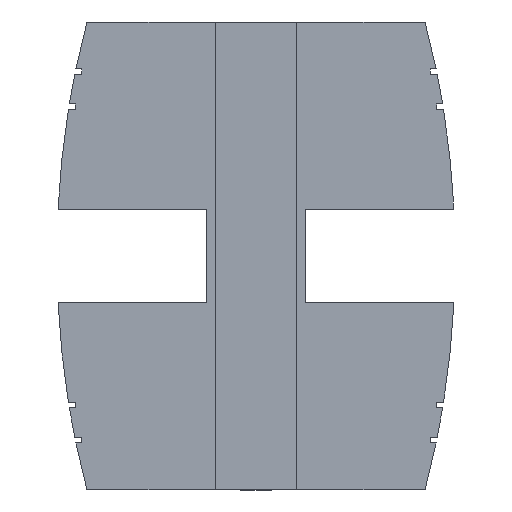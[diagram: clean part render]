
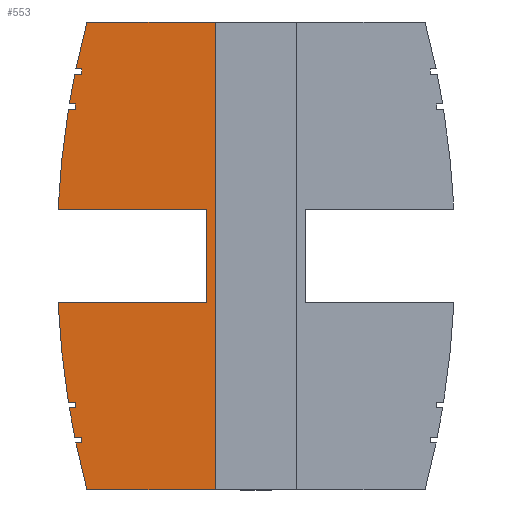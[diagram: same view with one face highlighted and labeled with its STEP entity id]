
A CAD part, top view. The second image highlights one B-rep face of the part: STEP entity #553.
In plain terms, the highlighted planar face has unit normal (0, 0, 1).
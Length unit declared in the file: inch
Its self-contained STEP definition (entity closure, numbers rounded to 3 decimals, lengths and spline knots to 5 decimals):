
#51=B_SPLINE_CURVE_WITH_KNOTS('',3,(#865,#866,#867,#868),.UNSPECIFIED.,
 .F.,.F.,(4,4),(19.82393,20.30472),.UNSPECIFIED.);
#52=B_SPLINE_CURVE_WITH_KNOTS('',3,(#876,#877,#878,#879,#880,#881),
 .UNSPECIFIED.,.F.,.F.,(4,2,4),(19.4686,19.64662,19.7645),
 .UNSPECIFIED.);
#53=B_SPLINE_CURVE_WITH_KNOTS('',3,(#889,#890,#891,#892,#893,#894),
 .UNSPECIFIED.,.F.,.F.,(4,2,4),(18.39718,18.77373,19.40958),
 .UNSPECIFIED.);
#54=B_SPLINE_CURVE_WITH_KNOTS('',3,(#902,#903,#904,#905,#906,#907),
 .UNSPECIFIED.,.F.,.F.,(4,2,4),(16.39209,17.02795,17.40449),
 .UNSPECIFIED.);
#55=B_SPLINE_CURVE_WITH_KNOTS('',3,(#915,#916,#917,#918,#919,#920),
 .UNSPECIFIED.,.F.,.F.,(4,2,4),(16.03717,16.15506,16.33307),
 .UNSPECIFIED.);
#56=B_SPLINE_CURVE_WITH_KNOTS('',3,(#928,#929,#930,#931),.UNSPECIFIED.,
 .F.,.F.,(4,4),(15.49695,15.97775),.UNSPECIFIED.);
#61=FACE_OUTER_BOUND('',#91,.T.);
#91=EDGE_LOOP('',(#397,#398,#399,#400,#401,#402,#403,#404,#405,#406,#407,
#408,#409,#410,#411,#412,#413,#414,#415,#416,#417,#418,#419,#420));
#120=LINE('',#776,#172);
#144=LINE('',#863,#196);
#145=LINE('',#870,#197);
#146=LINE('',#872,#198);
#147=LINE('',#874,#199);
#148=LINE('',#883,#200);
#149=LINE('',#885,#201);
#150=LINE('',#887,#202);
#151=LINE('',#896,#203);
#152=LINE('',#898,#204);
#153=LINE('',#900,#205);
#154=LINE('',#909,#206);
#155=LINE('',#911,#207);
#156=LINE('',#913,#208);
#157=LINE('',#922,#209);
#158=LINE('',#924,#210);
#159=LINE('',#926,#211);
#160=LINE('',#932,#212);
#172=VECTOR('',#632,2.);
#196=VECTOR('',#664,0.54784);
#197=VECTOR('',#665,0.02586);
#198=VECTOR('',#666,0.025);
#199=VECTOR('',#667,0.03095);
#200=VECTOR('',#668,0.0258);
#201=VECTOR('',#669,0.025);
#202=VECTOR('',#670,0.02989);
#203=VECTOR('',#671,0.63404);
#204=VECTOR('',#672,0.4);
#205=VECTOR('',#673,0.63404);
#206=VECTOR('',#674,0.02988);
#207=VECTOR('',#675,0.025);
#208=VECTOR('',#676,0.0258);
#209=VECTOR('',#677,0.03096);
#210=VECTOR('',#678,0.025);
#211=VECTOR('',#679,0.02586);
#212=VECTOR('',#680,0.54784);
#222=VERTEX_POINT('',#770);
#224=VERTEX_POINT('',#774);
#251=VERTEX_POINT('',#862);
#252=VERTEX_POINT('',#864);
#253=VERTEX_POINT('',#869);
#254=VERTEX_POINT('',#871);
#255=VERTEX_POINT('',#873);
#256=VERTEX_POINT('',#875);
#257=VERTEX_POINT('',#882);
#258=VERTEX_POINT('',#884);
#259=VERTEX_POINT('',#886);
#260=VERTEX_POINT('',#888);
#261=VERTEX_POINT('',#895);
#262=VERTEX_POINT('',#897);
#263=VERTEX_POINT('',#899);
#264=VERTEX_POINT('',#901);
#265=VERTEX_POINT('',#908);
#266=VERTEX_POINT('',#910);
#267=VERTEX_POINT('',#912);
#268=VERTEX_POINT('',#914);
#269=VERTEX_POINT('',#921);
#270=VERTEX_POINT('',#923);
#271=VERTEX_POINT('',#925);
#272=VERTEX_POINT('',#927);
#280=EDGE_CURVE('',#222,#224,#120,.T.);
#310=EDGE_CURVE('',#251,#224,#144,.T.);
#311=EDGE_CURVE('',#252,#251,#51,.T.);
#312=EDGE_CURVE('',#253,#252,#145,.T.);
#313=EDGE_CURVE('',#254,#253,#146,.T.);
#314=EDGE_CURVE('',#255,#254,#147,.T.);
#315=EDGE_CURVE('',#256,#255,#52,.T.);
#316=EDGE_CURVE('',#257,#256,#148,.T.);
#317=EDGE_CURVE('',#258,#257,#149,.T.);
#318=EDGE_CURVE('',#259,#258,#150,.T.);
#319=EDGE_CURVE('',#260,#259,#53,.T.);
#320=EDGE_CURVE('',#260,#261,#151,.T.);
#321=EDGE_CURVE('',#261,#262,#152,.T.);
#322=EDGE_CURVE('',#262,#263,#153,.T.);
#323=EDGE_CURVE('',#264,#263,#54,.T.);
#324=EDGE_CURVE('',#265,#264,#154,.T.);
#325=EDGE_CURVE('',#266,#265,#155,.T.);
#326=EDGE_CURVE('',#267,#266,#156,.T.);
#327=EDGE_CURVE('',#268,#267,#55,.T.);
#328=EDGE_CURVE('',#269,#268,#157,.T.);
#329=EDGE_CURVE('',#270,#269,#158,.T.);
#330=EDGE_CURVE('',#271,#270,#159,.T.);
#331=EDGE_CURVE('',#272,#271,#56,.T.);
#332=EDGE_CURVE('',#222,#272,#160,.T.);
#397=ORIENTED_EDGE('',*,*,#280,.T.);
#398=ORIENTED_EDGE('',*,*,#310,.F.);
#399=ORIENTED_EDGE('',*,*,#311,.F.);
#400=ORIENTED_EDGE('',*,*,#312,.F.);
#401=ORIENTED_EDGE('',*,*,#313,.F.);
#402=ORIENTED_EDGE('',*,*,#314,.F.);
#403=ORIENTED_EDGE('',*,*,#315,.F.);
#404=ORIENTED_EDGE('',*,*,#316,.F.);
#405=ORIENTED_EDGE('',*,*,#317,.F.);
#406=ORIENTED_EDGE('',*,*,#318,.F.);
#407=ORIENTED_EDGE('',*,*,#319,.F.);
#408=ORIENTED_EDGE('',*,*,#320,.T.);
#409=ORIENTED_EDGE('',*,*,#321,.T.);
#410=ORIENTED_EDGE('',*,*,#322,.T.);
#411=ORIENTED_EDGE('',*,*,#323,.F.);
#412=ORIENTED_EDGE('',*,*,#324,.F.);
#413=ORIENTED_EDGE('',*,*,#325,.F.);
#414=ORIENTED_EDGE('',*,*,#326,.F.);
#415=ORIENTED_EDGE('',*,*,#327,.F.);
#416=ORIENTED_EDGE('',*,*,#328,.F.);
#417=ORIENTED_EDGE('',*,*,#329,.F.);
#418=ORIENTED_EDGE('',*,*,#330,.F.);
#419=ORIENTED_EDGE('',*,*,#331,.F.);
#420=ORIENTED_EDGE('',*,*,#332,.F.);
#533=PLANE('',#585);
#553=ADVANCED_FACE('',(#61),#533,.F.);
#585=AXIS2_PLACEMENT_3D('',#861,#662,#663);
#632=DIRECTION('',(0.,1.,0.));
#662=DIRECTION('center_axis',(0.,0.,-1.));
#663=DIRECTION('ref_axis',(-1.,0.,0.));
#664=DIRECTION('',(1.,0.,0.));
#665=DIRECTION('',(-1.,0.,0.));
#666=DIRECTION('',(0.,1.,0.));
#667=DIRECTION('',(1.,0.,0.));
#668=DIRECTION('',(-1.,0.,0.));
#669=DIRECTION('',(0.,1.,0.));
#670=DIRECTION('',(1.,0.,0.));
#671=DIRECTION('',(1.,0.,0.));
#672=DIRECTION('',(0.,-1.,0.));
#673=DIRECTION('',(-1.,0.,0.));
#674=DIRECTION('',(-1.,0.,0.));
#675=DIRECTION('',(0.,1.,0.));
#676=DIRECTION('',(1.,0.,0.));
#677=DIRECTION('',(-1.,0.,0.));
#678=DIRECTION('',(0.,1.,0.));
#679=DIRECTION('',(1.,0.,0.));
#680=DIRECTION('',(-1.,0.,0.));
#770=CARTESIAN_POINT('',(-0.175,0.,-0.2));
#774=CARTESIAN_POINT('',(-0.175,2.,-0.2));
#776=CARTESIAN_POINT('',(-0.175,0.31222,-0.2));
#861=CARTESIAN_POINT('Origin',(0.,1.0221,-0.2));
#862=CARTESIAN_POINT('',(-0.72284,2.,-0.2));
#863=CARTESIAN_POINT('',(0.375,2.,-0.2));
#864=CARTESIAN_POINT('',(-0.76981,1.8,-0.2));
#865=CARTESIAN_POINT('Ctrl Pts',(-0.76981,1.8,-0.2));
#866=CARTESIAN_POINT('Ctrl Pts',(-0.75586,1.86736,-0.2));
#867=CARTESIAN_POINT('Ctrl Pts',(-0.74015,1.9342,-0.2));
#868=CARTESIAN_POINT('Ctrl Pts',(-0.72284,2.,-0.2));
#869=CARTESIAN_POINT('',(-0.74395,1.8,-0.2));
#870=CARTESIAN_POINT('',(0.38518,1.8,-0.2));
#871=CARTESIAN_POINT('',(-0.74395,1.775,-0.2));
#872=CARTESIAN_POINT('',(-0.74395,1.7875,-0.2));
#873=CARTESIAN_POINT('',(-0.7749,1.775,-0.2));
#874=CARTESIAN_POINT('',(0.40015,1.775,-0.2));
#875=CARTESIAN_POINT('',(-0.79784,1.65,-0.2));
#876=CARTESIAN_POINT('Ctrl Pts',(-0.79784,1.65,-0.2));
#877=CARTESIAN_POINT('Ctrl Pts',(-0.79365,1.67513,-0.2));
#878=CARTESIAN_POINT('Ctrl Pts',(-0.78921,1.70023,-0.2));
#879=CARTESIAN_POINT('Ctrl Pts',(-0.78142,1.74188,-0.2));
#880=CARTESIAN_POINT('Ctrl Pts',(-0.77822,1.75845,-0.2));
#881=CARTESIAN_POINT('Ctrl Pts',(-0.7749,1.775,-0.2));
#882=CARTESIAN_POINT('',(-0.77204,1.65,-0.2));
#883=CARTESIAN_POINT('',(0.39876,1.65,-0.2));
#884=CARTESIAN_POINT('',(-0.77204,1.625,-0.2));
#885=CARTESIAN_POINT('',(-0.77204,1.6375,-0.2));
#886=CARTESIAN_POINT('',(-0.80192,1.625,-0.2));
#887=CARTESIAN_POINT('',(0.41324,1.625,-0.2));
#888=CARTESIAN_POINT('',(-0.84654,1.2,-0.2));
#889=CARTESIAN_POINT('Ctrl Pts',(-0.84654,1.2,-0.2));
#890=CARTESIAN_POINT('Ctrl Pts',(-0.84393,1.25158,-0.2));
#891=CARTESIAN_POINT('Ctrl Pts',(-0.84028,1.30381,-0.2));
#892=CARTESIAN_POINT('Ctrl Pts',(-0.82749,1.44527,-0.2));
#893=CARTESIAN_POINT('Ctrl Pts',(-0.8163,1.53521,-0.2));
#894=CARTESIAN_POINT('Ctrl Pts',(-0.80192,1.625,-0.2));
#895=CARTESIAN_POINT('',(-0.2125,1.2,-0.2));
#896=CARTESIAN_POINT('',(0.,1.2,-0.2));
#897=CARTESIAN_POINT('',(-0.2125,0.8,-0.2));
#898=CARTESIAN_POINT('',(-0.2125,1.2,-0.2));
#899=CARTESIAN_POINT('',(-0.84654,0.8,-0.2));
#900=CARTESIAN_POINT('',(0.,0.8,-0.2));
#901=CARTESIAN_POINT('',(-0.80192,0.375,-0.2));
#902=CARTESIAN_POINT('Ctrl Pts',(-0.80192,0.375,-0.2));
#903=CARTESIAN_POINT('Ctrl Pts',(-0.8163,0.46479,-0.2));
#904=CARTESIAN_POINT('Ctrl Pts',(-0.82749,0.55473,-0.2));
#905=CARTESIAN_POINT('Ctrl Pts',(-0.84028,0.69619,-0.2));
#906=CARTESIAN_POINT('Ctrl Pts',(-0.84393,0.74842,-0.2));
#907=CARTESIAN_POINT('Ctrl Pts',(-0.84654,0.8,-0.2));
#908=CARTESIAN_POINT('',(-0.77204,0.375,-0.2));
#909=CARTESIAN_POINT('',(0.39876,0.375,-0.2));
#910=CARTESIAN_POINT('',(-0.77204,0.35,-0.2));
#911=CARTESIAN_POINT('',(-0.77204,0.3625,-0.2));
#912=CARTESIAN_POINT('',(-0.79784,0.35,-0.2));
#913=CARTESIAN_POINT('',(0.41126,0.35,-0.2));
#914=CARTESIAN_POINT('',(-0.7749,0.225,-0.2));
#915=CARTESIAN_POINT('Ctrl Pts',(-0.7749,0.225,-0.2));
#916=CARTESIAN_POINT('Ctrl Pts',(-0.77822,0.24155,-0.2));
#917=CARTESIAN_POINT('Ctrl Pts',(-0.78142,0.25812,-0.2));
#918=CARTESIAN_POINT('Ctrl Pts',(-0.78921,0.29977,-0.2));
#919=CARTESIAN_POINT('Ctrl Pts',(-0.79365,0.32487,-0.2));
#920=CARTESIAN_POINT('Ctrl Pts',(-0.79784,0.35,-0.2));
#921=CARTESIAN_POINT('',(-0.74394,0.225,-0.2));
#922=CARTESIAN_POINT('',(0.38518,0.225,-0.2));
#923=CARTESIAN_POINT('',(-0.74395,0.2,-0.2));
#924=CARTESIAN_POINT('',(-0.74395,0.2125,-0.2));
#925=CARTESIAN_POINT('',(-0.76981,0.2,-0.2));
#926=CARTESIAN_POINT('',(0.39768,0.2,-0.2));
#927=CARTESIAN_POINT('',(-0.72284,0.,-0.2));
#928=CARTESIAN_POINT('Ctrl Pts',(-0.72284,0.,
-0.2));
#929=CARTESIAN_POINT('Ctrl Pts',(-0.74015,0.0658,
-0.2));
#930=CARTESIAN_POINT('Ctrl Pts',(-0.75586,0.13264,-0.2));
#931=CARTESIAN_POINT('Ctrl Pts',(-0.76981,0.2,-0.2));
#932=CARTESIAN_POINT('',(0.,0.,-0.2));
